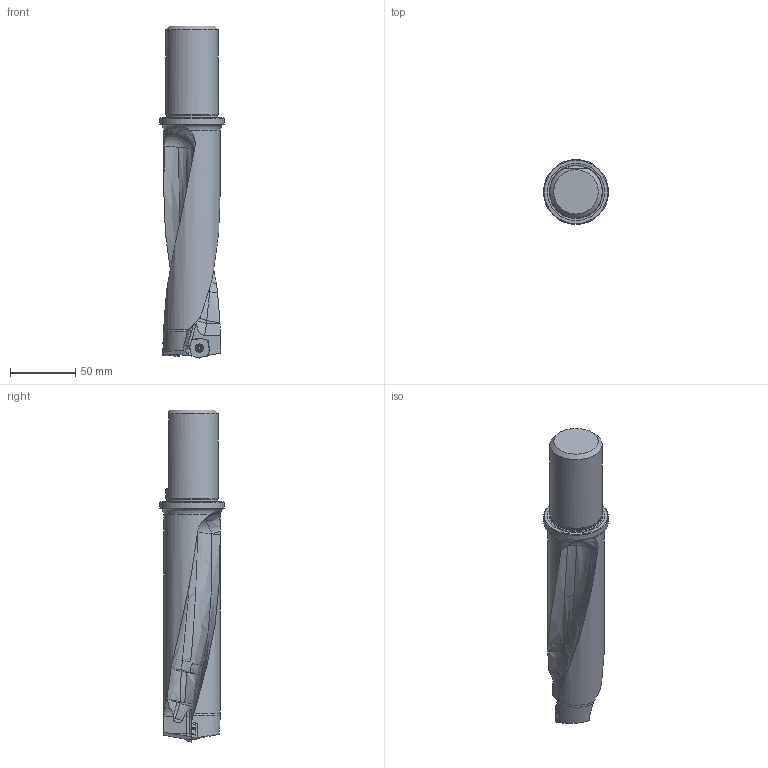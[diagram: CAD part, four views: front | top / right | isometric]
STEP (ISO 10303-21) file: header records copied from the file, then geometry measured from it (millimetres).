
FILE_DESCRIPTION(/* description */ (''),/* implementation_level */ '2;1');
FILE_NAME(/* name */ 'MM6970581.stp',/* time_stamp */ '2022-01-25T14:29:19+06:00',/* author */ (''),/* organization */ (''),/* preprocessor_version */ 'ST-DEVELOPER v16.7',/* originating_system */ 'SIEMENS PLM Software NX 12.0',/* authorisation */ '');
FILE_SCHEMA (('AUTOMOTIVE_DESIGN { 1 0 10303 214 3 1 1 1 }'));
Length unit declared in the file: millimetre
Products named in the file (1): MM6970581
Bounding box: 49.6 x 49.6 x 253.81 mm (x, y, z)
Volume: 244207 mm3; surface area: 40561.5 mm2
Topology: 5 solids, 5 shells, 306 faces, 844 edges, 551 vertices
Faces by surface type: cylinder 117, plane 103, bspline 39, cone 21, sphere 17, torus 9
Full cylindrical faces by diameter (mm): 3.5 x2, 4 x2, 4.8 x2, 5.6 x2, 6.2 x2, 39.292 x1, 39.992 x1, 49.6 x1
Entity records: 10774 total; most frequent: CARTESIAN_POINT 3225, ORIENTED_EDGE 1608, DIRECTION 1517, EDGE_CURVE 804, AXIS2_PLACEMENT_3D 601, VERTEX_POINT 546, EDGE_LOOP 346, LINE 315
